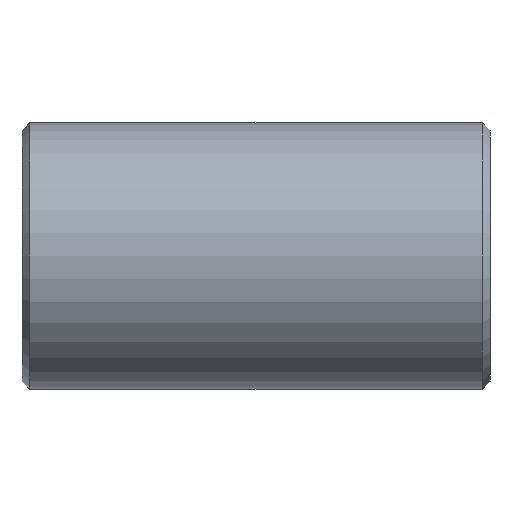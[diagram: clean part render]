
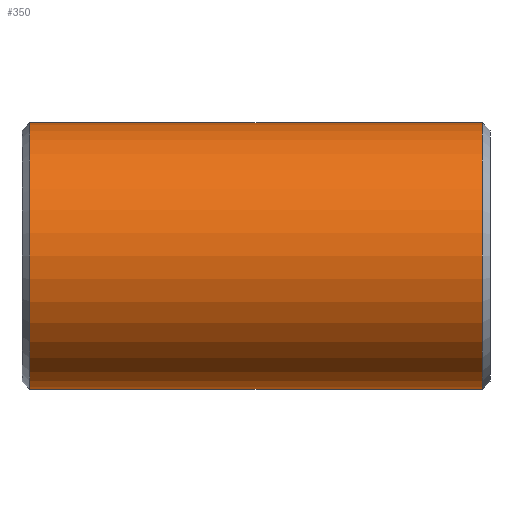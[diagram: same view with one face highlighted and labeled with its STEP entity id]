
A CAD part, front view. The second image highlights one B-rep face of the part: STEP entity #350.
In plain terms, the highlighted cylindrical face has radius 70.65 mm (diameter 141.3 mm), a partial arc.
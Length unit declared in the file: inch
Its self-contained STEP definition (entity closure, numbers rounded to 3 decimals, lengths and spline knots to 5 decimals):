
#22 = VECTOR ( 'NONE', #533, 39.37008 ) ;
#37 = ORIENTED_EDGE ( 'NONE', *, *, #675, .T. ) ;
#42 = EDGE_CURVE ( 'NONE', #567, #275, #477, .T. ) ;
#48 = VERTEX_POINT ( 'NONE', #238 ) ;
#62 = DIRECTION ( 'NONE',  ( -1., 0., 0. ) ) ;
#178 = CARTESIAN_POINT ( 'NONE',  ( 4.88, 0., -2.7815 ) ) ;
#205 = EDGE_CURVE ( 'NONE', #567, #48, #401, .T. ) ;
#207 = VERTEX_POINT ( 'NONE', #664 ) ;
#234 = LINE ( 'NONE', #714, #338 ) ;
#238 = CARTESIAN_POINT ( 'NONE',  ( 4.71333, 0., 2.7815 ) ) ;
#274 = AXIS2_PLACEMENT_3D ( 'NONE', #598, #416, #771 ) ;
#275 = VERTEX_POINT ( 'NONE', #613 ) ;
#287 = ORIENTED_EDGE ( 'NONE', *, *, #654, .T. ) ;
#292 = ORIENTED_EDGE ( 'NONE', *, *, #205, .T. ) ;
#313 = CARTESIAN_POINT ( 'NONE',  ( 4.71333, 0., 0. ) ) ;
#338 = VECTOR ( 'NONE', #521, 39.37008 ) ;
#350 = ADVANCED_FACE ( 'NONE', ( #736 ), #498, .T. ) ;
#365 = AXIS2_PLACEMENT_3D ( 'NONE', #313, #62, #485 ) ;
#401 = CIRCLE ( 'NONE', #365, 2.7815 ) ;
#416 = DIRECTION ( 'NONE',  ( 1., 0., 0. ) ) ;
#477 = LINE ( 'NONE', #178, #22 ) ;
#485 = DIRECTION ( 'NONE',  ( 0., 0., -1. ) ) ;
#498 = CYLINDRICAL_SURFACE ( 'NONE', #553, 2.7815 ) ;
#502 = CARTESIAN_POINT ( 'NONE',  ( 4.88, 0., 0. ) ) ;
#506 = ORIENTED_EDGE ( 'NONE', *, *, #42, .F. ) ;
#521 = DIRECTION ( 'NONE',  ( -1., 0., 0. ) ) ;
#533 = DIRECTION ( 'NONE',  ( -1., 0., 0. ) ) ;
#534 = CIRCLE ( 'NONE', #274, 2.7815 ) ;
#553 = AXIS2_PLACEMENT_3D ( 'NONE', #502, #639, #740 ) ;
#567 = VERTEX_POINT ( 'NONE', #576 ) ;
#576 = CARTESIAN_POINT ( 'NONE',  ( 4.71333, 0., -2.7815 ) ) ;
#598 = CARTESIAN_POINT ( 'NONE',  ( -4.71333, 0., 0. ) ) ;
#613 = CARTESIAN_POINT ( 'NONE',  ( -4.71333, 0., -2.7815 ) ) ;
#639 = DIRECTION ( 'NONE',  ( -1., 0., 0. ) ) ;
#654 = EDGE_CURVE ( 'NONE', #48, #207, #234, .T. ) ;
#664 = CARTESIAN_POINT ( 'NONE',  ( -4.71333, 0., 2.7815 ) ) ;
#675 = EDGE_CURVE ( 'NONE', #207, #275, #534, .T. ) ;
#697 = EDGE_LOOP ( 'NONE', ( #506, #292, #287, #37 ) ) ;
#714 = CARTESIAN_POINT ( 'NONE',  ( 4.88, 0., 2.7815 ) ) ;
#736 = FACE_OUTER_BOUND ( 'NONE', #697, .T. ) ;
#740 = DIRECTION ( 'NONE',  ( 0., 0., 1. ) ) ;
#771 = DIRECTION ( 'NONE',  ( 0., 0., 1. ) ) ;
